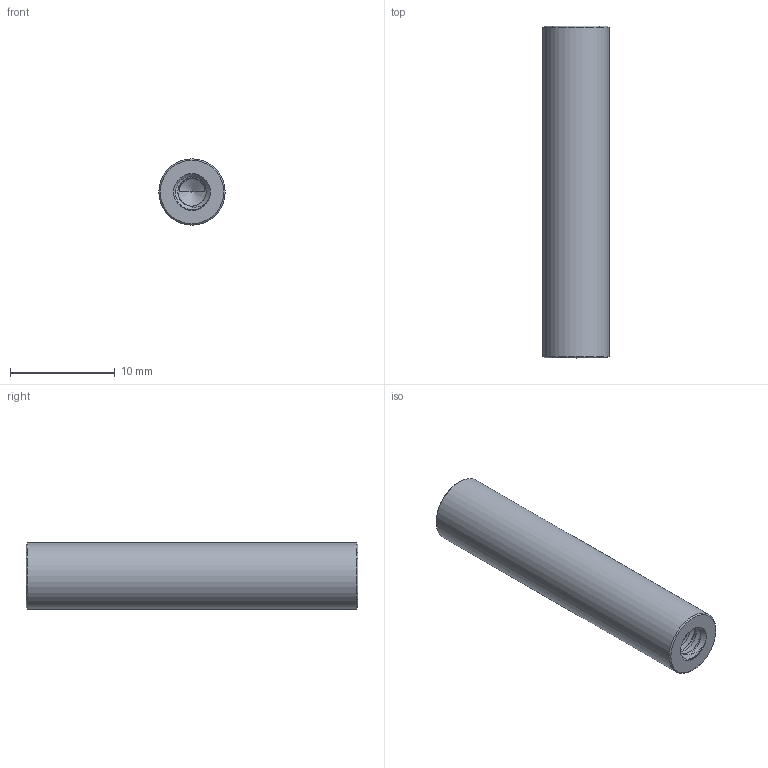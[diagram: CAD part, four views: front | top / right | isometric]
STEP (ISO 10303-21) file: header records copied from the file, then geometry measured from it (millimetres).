
FILE_DESCRIPTION(/* description */ (''),/* implementation_level */ '2;1');
FILE_NAME(/* name */ '6_32 standoff.step',/* time_stamp */ '2019-03-22T21:16:51-04:00',/* author */ ('kevincloutierX82J2'),/* organization */ (''),/* preprocessor_version */ 'ST-DEVELOPER v17.2',/* originating_system */ 'Autodesk Translation Framework v7.6.0.251',/* authorisation */ '');
FILE_SCHEMA (('AUTOMOTIVE_DESIGN { 1 0 10303 214 3 1 1 }'));
Length unit declared in the file: millimetre
Products named in the file (1): Threaded Standoff
Bounding box: 6.34 x 31.75 x 6.34 mm (x, y, z)
Volume: 875.3 mm3; surface area: 939.5 mm2
Topology: 1 solids, 1 shells, 60 faces, 178 edges, 119 vertices
Faces by surface type: cylinder 44, cone 10, bspline 4, plane 2
Full cylindrical faces by diameter (mm): 2.705 x18, 3.505 x18, 6.342 x1
Entity records: 6928 total; most frequent: CARTESIAN_POINT 5488, ORIENTED_EDGE 350, DIRECTION 213, EDGE_CURVE 175, VERTEX_POINT 119, B_SPLINE_CURVE_WITH_KNOTS 101, AXIS2_PLACEMENT_3D 82, EDGE_LOOP 62
